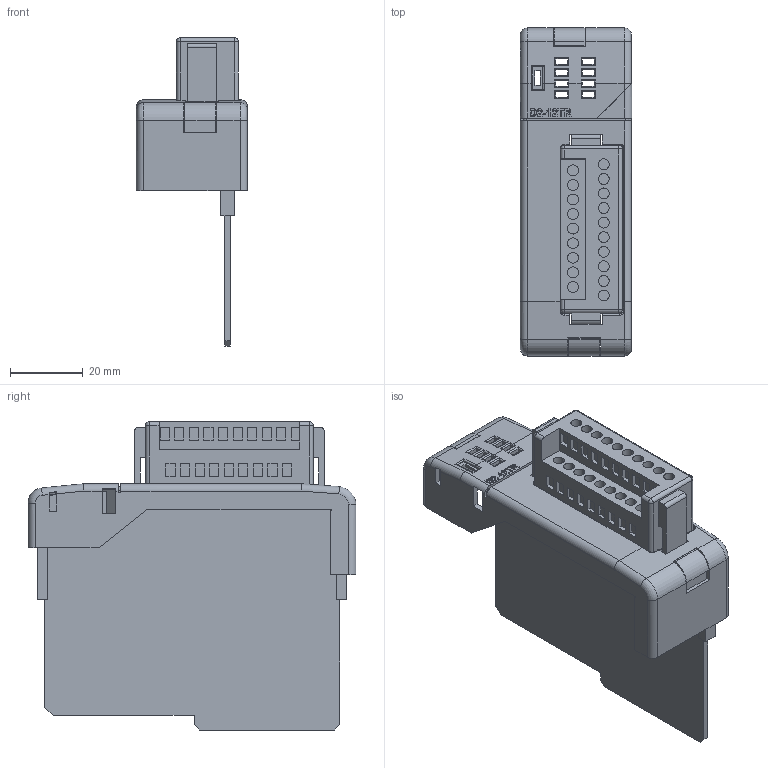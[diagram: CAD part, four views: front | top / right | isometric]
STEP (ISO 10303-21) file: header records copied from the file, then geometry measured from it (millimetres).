
FILE_DESCRIPTION (( 'STEP AP214' ), '1' );
FILE_NAME ('D2-12TR_ModuleCase Light_NEW.STEP', '2011-02-02T21:06:37', ( ' ' ), ( ' ' ), 'SwSTEP 2.0', 'SolidWorks 2009', '' );
FILE_SCHEMA (( 'AUTOMOTIVE_DESIGN' ));
Length unit declared in the file: millimetre
Products named in the file (1): D2-12TR_ModuleCase Light_NEW
Bounding box: 30.55 x 90 x 84.6 mm (x, y, z)
Volume: 30556.1 mm3; surface area: 32607.2 mm2
Topology: 2 solids, 2 shells, 617 faces, 1688 edges, 1097 vertices
Faces by surface type: plane 403, cylinder 158, bspline 41, torus 11, sphere 4
Entity records: 28053 total; most frequent: CARTESIAN_POINT 5896, ORIENTED_EDGE 3368, DIRECTION 2884, EDGE_CURVE 1684, VECTOR 1286, LINE 1286, VERTEX_POINT 1097, AXIS2_PLACEMENT_3D 799
